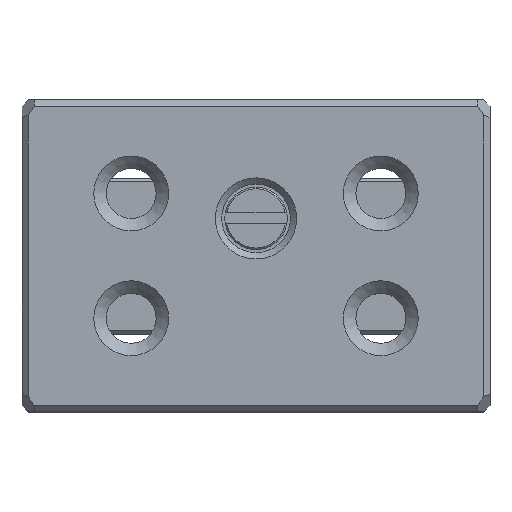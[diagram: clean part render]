
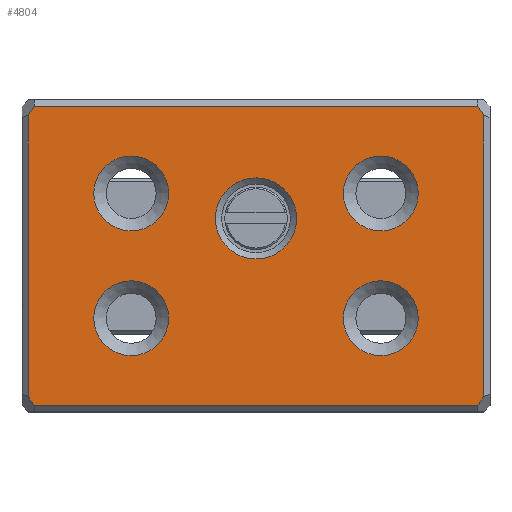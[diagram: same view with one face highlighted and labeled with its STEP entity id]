
A CAD part, top view. The second image highlights one B-rep face of the part: STEP entity #4804.
In plain terms, the highlighted planar face has unit normal (0, 0, 1).
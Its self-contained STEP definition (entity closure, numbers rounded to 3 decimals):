
#4277=FACE_BOUND('',#7357,.T.);
#4278=FACE_BOUND('',#7358,.T.);
#4279=FACE_BOUND('',#7359,.T.);
#4280=FACE_BOUND('',#7360,.T.);
#4281=FACE_BOUND('',#7361,.T.);
#4282=FACE_BOUND('',#7362,.T.);
#4804=ADVANCED_FACE('',(#4277,#4278,#4279,#4280,#4281,#4282),#5713,.F.);
#5713=PLANE('',#21556);
#7357=EDGE_LOOP('',(#9070));
#7358=EDGE_LOOP('',(#9071));
#7359=EDGE_LOOP('',(#9072));
#7360=EDGE_LOOP('',(#9073));
#7361=EDGE_LOOP('',(#9074));
#7362=EDGE_LOOP('',(#9075,#9076,#9077,#9078,#9079,#9080,#9081,#9082));
#8275=CIRCLE('',#21551,1.3);
#8276=CIRCLE('',#21552,1.2);
#8277=CIRCLE('',#21553,1.2);
#8278=CIRCLE('',#21554,1.2);
#8279=CIRCLE('',#21555,1.2);
#9070=ORIENTED_EDGE('',*,*,#15617,.T.);
#9071=ORIENTED_EDGE('',*,*,#15618,.T.);
#9072=ORIENTED_EDGE('',*,*,#15619,.T.);
#9073=ORIENTED_EDGE('',*,*,#15620,.T.);
#9074=ORIENTED_EDGE('',*,*,#15621,.T.);
#9075=ORIENTED_EDGE('',*,*,#15622,.T.);
#9076=ORIENTED_EDGE('',*,*,#15623,.T.);
#9077=ORIENTED_EDGE('',*,*,#15624,.T.);
#9078=ORIENTED_EDGE('',*,*,#15625,.T.);
#9079=ORIENTED_EDGE('',*,*,#15626,.T.);
#9080=ORIENTED_EDGE('',*,*,#15627,.T.);
#9081=ORIENTED_EDGE('',*,*,#15628,.T.);
#9082=ORIENTED_EDGE('',*,*,#15629,.T.);
#13940=VERTEX_POINT('',#27831);
#13941=VERTEX_POINT('',#27833);
#13942=VERTEX_POINT('',#27835);
#13943=VERTEX_POINT('',#27837);
#13944=VERTEX_POINT('',#27839);
#13945=VERTEX_POINT('',#27841);
#13946=VERTEX_POINT('',#27842);
#13947=VERTEX_POINT('',#27844);
#13948=VERTEX_POINT('',#27846);
#13949=VERTEX_POINT('',#27848);
#13950=VERTEX_POINT('',#27850);
#13951=VERTEX_POINT('',#27852);
#13952=VERTEX_POINT('',#27854);
#15617=EDGE_CURVE('',#13940,#13940,#8275,.T.);
#15618=EDGE_CURVE('',#13941,#13941,#8276,.T.);
#15619=EDGE_CURVE('',#13942,#13942,#8277,.T.);
#15620=EDGE_CURVE('',#13943,#13943,#8278,.T.);
#15621=EDGE_CURVE('',#13944,#13944,#8279,.T.);
#15622=EDGE_CURVE('',#13945,#13946,#17913,.T.);
#15623=EDGE_CURVE('',#13946,#13947,#17914,.T.);
#15624=EDGE_CURVE('',#13947,#13948,#17915,.T.);
#15625=EDGE_CURVE('',#13948,#13949,#17916,.T.);
#15626=EDGE_CURVE('',#13949,#13950,#17917,.T.);
#15627=EDGE_CURVE('',#13950,#13951,#17918,.T.);
#15628=EDGE_CURVE('',#13951,#13952,#17919,.T.);
#15629=EDGE_CURVE('',#13952,#13945,#17920,.T.);
#17913=LINE('',#27840,#19951);
#17914=LINE('',#27843,#19952);
#17915=LINE('',#27845,#19953);
#17916=LINE('',#27847,#19954);
#17917=LINE('',#27849,#19955);
#17918=LINE('',#27851,#19956);
#17919=LINE('',#27853,#19957);
#17920=LINE('',#27855,#19958);
#19951=VECTOR('',#22967,1.);
#19952=VECTOR('',#22968,1.);
#19953=VECTOR('',#22969,1.);
#19954=VECTOR('',#22970,1.);
#19955=VECTOR('',#22971,1.);
#19956=VECTOR('',#22972,1.);
#19957=VECTOR('',#22973,1.);
#19958=VECTOR('',#22974,1.);
#21551=AXIS2_PLACEMENT_3D('',#27830,#22957,#22958);
#21552=AXIS2_PLACEMENT_3D('',#27832,#22959,#22960);
#21553=AXIS2_PLACEMENT_3D('',#27834,#22961,#22962);
#21554=AXIS2_PLACEMENT_3D('',#27836,#22963,#22964);
#21555=AXIS2_PLACEMENT_3D('',#27838,#22965,#22966);
#21556=AXIS2_PLACEMENT_3D('',#27856,#22975,#22976);
#22957=DIRECTION('',(0.,0.,-1.));
#22958=DIRECTION('',(-1.,0.,0.));
#22959=DIRECTION('',(0.,0.,-1.));
#22960=DIRECTION('',(-1.,0.,0.));
#22961=DIRECTION('',(0.,0.,-1.));
#22962=DIRECTION('',(-1.,0.,0.));
#22963=DIRECTION('',(0.,0.,-1.));
#22964=DIRECTION('',(-1.,0.,0.));
#22965=DIRECTION('',(0.,0.,-1.));
#22966=DIRECTION('',(-1.,0.,0.));
#22967=DIRECTION('',(-0.577,-0.816,0.));
#22968=DIRECTION('',(0.,-1.,0.));
#22969=DIRECTION('',(0.577,-0.816,0.));
#22970=DIRECTION('',(1.,0.,0.));
#22971=DIRECTION('',(0.577,0.816,0.));
#22972=DIRECTION('',(0.,1.,0.));
#22973=DIRECTION('',(-0.577,0.816,0.));
#22974=DIRECTION('',(-1.,0.,0.));
#22975=DIRECTION('',(0.,0.,-1.));
#22976=DIRECTION('',(1.,0.,0.));
#27830=CARTESIAN_POINT('',(0.,1.2,6.));
#27831=CARTESIAN_POINT('',(-1.3,1.2,6.));
#27832=CARTESIAN_POINT('',(4.,2.,6.));
#27833=CARTESIAN_POINT('',(2.8,2.,6.));
#27834=CARTESIAN_POINT('',(4.,-2.,6.));
#27835=CARTESIAN_POINT('',(2.8,-2.,6.));
#27836=CARTESIAN_POINT('',(-4.,2.,6.));
#27837=CARTESIAN_POINT('',(-5.2,2.,6.));
#27838=CARTESIAN_POINT('',(-4.,-2.,6.));
#27839=CARTESIAN_POINT('',(-5.2,-2.,6.));
#27840=CARTESIAN_POINT('',(-7.084,4.823,6.));
#27841=CARTESIAN_POINT('',(-7.1,4.8,6.));
#27842=CARTESIAN_POINT('',(-7.3,4.517,6.));
#27843=CARTESIAN_POINT('',(-7.3,5.,6.));
#27844=CARTESIAN_POINT('',(-7.3,-4.517,6.));
#27845=CARTESIAN_POINT('',(-7.084,-4.823,6.));
#27846=CARTESIAN_POINT('',(-7.1,-4.8,6.));
#27847=CARTESIAN_POINT('',(7.5,-4.8,6.));
#27848=CARTESIAN_POINT('',(7.1,-4.8,6.));
#27849=CARTESIAN_POINT('',(7.084,-4.823,6.));
#27850=CARTESIAN_POINT('',(7.3,-4.517,6.));
#27851=CARTESIAN_POINT('',(7.3,4.234,6.));
#27852=CARTESIAN_POINT('',(7.3,4.517,6.));
#27853=CARTESIAN_POINT('',(7.084,4.823,6.));
#27854=CARTESIAN_POINT('',(7.1,4.8,6.));
#27855=CARTESIAN_POINT('',(7.5,4.8,6.));
#27856=CARTESIAN_POINT('',(7.5,5.,6.));
